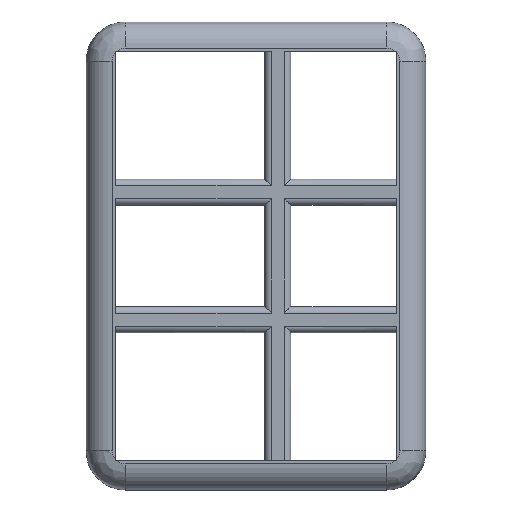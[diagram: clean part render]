
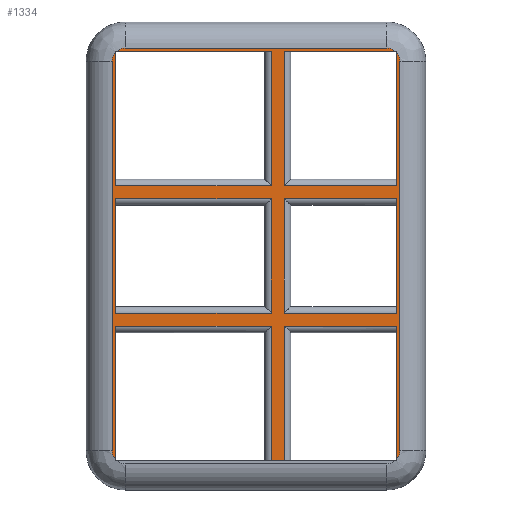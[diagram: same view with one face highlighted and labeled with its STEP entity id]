
A CAD part, top view. The second image highlights one B-rep face of the part: STEP entity #1334.
In plain terms, the highlighted planar face has unit normal (0, 0, 1).
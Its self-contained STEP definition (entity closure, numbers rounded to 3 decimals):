
#31=FACE_BOUND('',#169,.T.);
#32=FACE_BOUND('',#170,.T.);
#40=PLANE('',#1441);
#93=FACE_OUTER_BOUND('',#168,.T.);
#168=EDGE_LOOP('',(#934,#935,#936,#937,#938,#939,#940,#941,#942,#943,#944,
#945,#946,#947,#948,#949,#950,#951,#952,#953,#954,#955,#956,#957));
#169=EDGE_LOOP('',(#958,#959,#960,#961));
#170=EDGE_LOOP('',(#962,#963,#964,#965));
#238=LINE('',#1972,#362);
#243=LINE('',#2039,#367);
#245=LINE('',#2071,#369);
#253=LINE('',#2115,#377);
#254=LINE('',#2117,#378);
#255=LINE('',#2119,#379);
#256=LINE('',#2120,#380);
#257=LINE('',#2122,#381);
#258=LINE('',#2124,#382);
#259=LINE('',#2126,#383);
#260=LINE('',#2127,#384);
#261=LINE('',#2129,#385);
#262=LINE('',#2131,#386);
#263=LINE('',#2133,#387);
#264=LINE('',#2135,#388);
#265=LINE('',#2137,#389);
#266=LINE('',#2139,#390);
#267=LINE('',#2140,#391);
#268=LINE('',#2143,#392);
#269=LINE('',#2145,#393);
#270=LINE('',#2147,#394);
#271=LINE('',#2148,#395);
#272=LINE('',#2151,#396);
#273=LINE('',#2153,#397);
#274=LINE('',#2155,#398);
#275=LINE('',#2156,#399);
#362=VECTOR('',#1560,10.);
#367=VECTOR('',#1591,10.);
#369=VECTOR('',#1605,10.);
#377=VECTOR('',#1633,10.);
#378=VECTOR('',#1634,10.);
#379=VECTOR('',#1635,10.);
#380=VECTOR('',#1636,10.);
#381=VECTOR('',#1637,10.);
#382=VECTOR('',#1638,10.);
#383=VECTOR('',#1639,10.);
#384=VECTOR('',#1640,10.);
#385=VECTOR('',#1641,10.);
#386=VECTOR('',#1642,10.);
#387=VECTOR('',#1643,10.);
#388=VECTOR('',#1644,10.);
#389=VECTOR('',#1645,10.);
#390=VECTOR('',#1646,10.);
#391=VECTOR('',#1647,10.);
#392=VECTOR('',#1648,10.);
#393=VECTOR('',#1649,10.);
#394=VECTOR('',#1650,10.);
#395=VECTOR('',#1651,10.);
#396=VECTOR('',#1652,10.);
#397=VECTOR('',#1653,10.);
#398=VECTOR('',#1654,10.);
#399=VECTOR('',#1655,10.);
#491=CIRCLE('',#1417,2.);
#493=CIRCLE('',#1420,2.);
#498=CIRCLE('',#1426,2.);
#501=CIRCLE('',#1429,2.);
#503=CIRCLE('',#1432,2.);
#505=CIRCLE('',#1434,2.);
#543=VERTEX_POINT('',#1969);
#544=VERTEX_POINT('',#1971);
#550=VERTEX_POINT('',#1996);
#554=VERTEX_POINT('',#2018);
#555=VERTEX_POINT('',#2023);
#558=VERTEX_POINT('',#2035);
#561=VERTEX_POINT('',#2050);
#562=VERTEX_POINT('',#2055);
#564=VERTEX_POINT('',#2060);
#565=VERTEX_POINT('',#2067);
#568=VERTEX_POINT('',#2082);
#569=VERTEX_POINT('',#2089);
#575=VERTEX_POINT('',#2114);
#576=VERTEX_POINT('',#2116);
#577=VERTEX_POINT('',#2118);
#578=VERTEX_POINT('',#2121);
#579=VERTEX_POINT('',#2123);
#580=VERTEX_POINT('',#2125);
#581=VERTEX_POINT('',#2128);
#582=VERTEX_POINT('',#2130);
#583=VERTEX_POINT('',#2132);
#584=VERTEX_POINT('',#2134);
#585=VERTEX_POINT('',#2136);
#586=VERTEX_POINT('',#2138);
#587=VERTEX_POINT('',#2141);
#588=VERTEX_POINT('',#2142);
#589=VERTEX_POINT('',#2144);
#590=VERTEX_POINT('',#2146);
#591=VERTEX_POINT('',#2149);
#592=VERTEX_POINT('',#2150);
#593=VERTEX_POINT('',#2152);
#594=VERTEX_POINT('',#2154);
#671=EDGE_CURVE('',#543,#544,#238,.T.);
#678=EDGE_CURVE('',#544,#550,#491,.T.);
#684=EDGE_CURVE('',#554,#555,#493,.T.);
#691=EDGE_CURVE('',#555,#558,#243,.T.);
#693=EDGE_CURVE('',#561,#562,#498,.T.);
#696=EDGE_CURVE('',#558,#564,#501,.T.);
#700=EDGE_CURVE('',#562,#565,#245,.T.);
#702=EDGE_CURVE('',#568,#543,#503,.T.);
#704=EDGE_CURVE('',#565,#569,#505,.T.);
#715=EDGE_CURVE('',#568,#575,#253,.T.);
#716=EDGE_CURVE('',#576,#575,#254,.T.);
#717=EDGE_CURVE('',#577,#576,#255,.T.);
#718=EDGE_CURVE('',#577,#569,#256,.T.);
#719=EDGE_CURVE('',#561,#578,#257,.T.);
#720=EDGE_CURVE('',#579,#578,#258,.T.);
#721=EDGE_CURVE('',#580,#579,#259,.T.);
#722=EDGE_CURVE('',#580,#564,#260,.T.);
#723=EDGE_CURVE('',#554,#581,#261,.T.);
#724=EDGE_CURVE('',#582,#581,#262,.T.);
#725=EDGE_CURVE('',#583,#582,#263,.T.);
#726=EDGE_CURVE('',#584,#583,#264,.T.);
#727=EDGE_CURVE('',#585,#584,#265,.T.);
#728=EDGE_CURVE('',#586,#585,#266,.T.);
#729=EDGE_CURVE('',#586,#550,#267,.T.);
#730=EDGE_CURVE('',#587,#588,#268,.T.);
#731=EDGE_CURVE('',#589,#588,#269,.T.);
#732=EDGE_CURVE('',#590,#589,#270,.T.);
#733=EDGE_CURVE('',#587,#590,#271,.T.);
#734=EDGE_CURVE('',#591,#592,#272,.T.);
#735=EDGE_CURVE('',#593,#592,#273,.T.);
#736=EDGE_CURVE('',#594,#593,#274,.T.);
#737=EDGE_CURVE('',#591,#594,#275,.T.);
#934=ORIENTED_EDGE('',*,*,#678,.F.);
#935=ORIENTED_EDGE('',*,*,#671,.F.);
#936=ORIENTED_EDGE('',*,*,#702,.F.);
#937=ORIENTED_EDGE('',*,*,#715,.T.);
#938=ORIENTED_EDGE('',*,*,#716,.F.);
#939=ORIENTED_EDGE('',*,*,#717,.F.);
#940=ORIENTED_EDGE('',*,*,#718,.T.);
#941=ORIENTED_EDGE('',*,*,#704,.F.);
#942=ORIENTED_EDGE('',*,*,#700,.F.);
#943=ORIENTED_EDGE('',*,*,#693,.F.);
#944=ORIENTED_EDGE('',*,*,#719,.T.);
#945=ORIENTED_EDGE('',*,*,#720,.F.);
#946=ORIENTED_EDGE('',*,*,#721,.F.);
#947=ORIENTED_EDGE('',*,*,#722,.T.);
#948=ORIENTED_EDGE('',*,*,#696,.F.);
#949=ORIENTED_EDGE('',*,*,#691,.F.);
#950=ORIENTED_EDGE('',*,*,#684,.F.);
#951=ORIENTED_EDGE('',*,*,#723,.T.);
#952=ORIENTED_EDGE('',*,*,#724,.F.);
#953=ORIENTED_EDGE('',*,*,#725,.F.);
#954=ORIENTED_EDGE('',*,*,#726,.F.);
#955=ORIENTED_EDGE('',*,*,#727,.F.);
#956=ORIENTED_EDGE('',*,*,#728,.F.);
#957=ORIENTED_EDGE('',*,*,#729,.T.);
#958=ORIENTED_EDGE('',*,*,#730,.T.);
#959=ORIENTED_EDGE('',*,*,#731,.F.);
#960=ORIENTED_EDGE('',*,*,#732,.F.);
#961=ORIENTED_EDGE('',*,*,#733,.F.);
#962=ORIENTED_EDGE('',*,*,#734,.T.);
#963=ORIENTED_EDGE('',*,*,#735,.F.);
#964=ORIENTED_EDGE('',*,*,#736,.F.);
#965=ORIENTED_EDGE('',*,*,#737,.F.);
#1334=ADVANCED_FACE('',(#93,#31,#32),#40,.T.);
#1417=AXIS2_PLACEMENT_3D('',#1997,#1570,#1571);
#1420=AXIS2_PLACEMENT_3D('',#2024,#1578,#1579);
#1426=AXIS2_PLACEMENT_3D('',#2056,#1592,#1593);
#1429=AXIS2_PLACEMENT_3D('',#2061,#1598,#1599);
#1432=AXIS2_PLACEMENT_3D('',#2087,#1606,#1607);
#1434=AXIS2_PLACEMENT_3D('',#2090,#1610,#1611);
#1441=AXIS2_PLACEMENT_3D('',#2113,#1631,#1632);
#1560=DIRECTION('',(0.,-1.,0.));
#1570=DIRECTION('center_axis',(0.,0.,-1.));
#1571=DIRECTION('ref_axis',(0.707,-0.707,0.));
#1578=DIRECTION('center_axis',(0.,0.,-1.));
#1579=DIRECTION('ref_axis',(-0.707,-0.707,0.));
#1591=DIRECTION('',(0.,1.,0.));
#1592=DIRECTION('center_axis',(0.,0.,-1.));
#1593=DIRECTION('ref_axis',(-0.707,0.707,0.));
#1598=DIRECTION('center_axis',(0.,0.,-1.));
#1599=DIRECTION('ref_axis',(-0.707,0.707,0.));
#1605=DIRECTION('',(1.,0.,0.));
#1606=DIRECTION('center_axis',(0.,0.,-1.));
#1607=DIRECTION('ref_axis',(0.707,0.707,0.));
#1610=DIRECTION('center_axis',(0.,0.,-1.));
#1611=DIRECTION('ref_axis',(0.707,0.707,0.));
#1631=DIRECTION('center_axis',(0.,0.,1.));
#1632=DIRECTION('ref_axis',(1.,0.,0.));
#1633=DIRECTION('',(0.,-1.,0.));
#1634=DIRECTION('',(1.,0.,0.));
#1635=DIRECTION('',(0.,-1.,0.));
#1636=DIRECTION('',(1.,0.,0.));
#1637=DIRECTION('',(1.,0.,0.));
#1638=DIRECTION('',(0.,1.,0.));
#1639=DIRECTION('',(1.,0.,0.));
#1640=DIRECTION('',(0.,1.,0.));
#1641=DIRECTION('',(0.,1.,0.));
#1642=DIRECTION('',(-1.,0.,0.));
#1643=DIRECTION('',(0.,1.,0.));
#1644=DIRECTION('',(-1.,0.,0.));
#1645=DIRECTION('',(0.,-1.,0.));
#1646=DIRECTION('',(-1.,0.,0.));
#1647=DIRECTION('',(0.,-1.,0.));
#1648=DIRECTION('',(0.,-1.,0.));
#1649=DIRECTION('',(1.,0.,0.));
#1650=DIRECTION('',(0.,-1.,0.));
#1651=DIRECTION('',(-1.,0.,0.));
#1652=DIRECTION('',(0.,1.,0.));
#1653=DIRECTION('',(-1.,0.,0.));
#1654=DIRECTION('',(0.,1.,0.));
#1655=DIRECTION('',(1.,0.,0.));
#1969=CARTESIAN_POINT('',(14.448,21.535,0.));
#1971=CARTESIAN_POINT('',(14.448,-38.314,0.));
#1972=CARTESIAN_POINT('',(14.448,9.572,0.));
#1996=CARTESIAN_POINT('',(13.948,-39.637,0.));
#1997=CARTESIAN_POINT('Origin',(12.448,-38.314,0.));
#2018=CARTESIAN_POINT('',(-29.216,-39.637,0.));
#2023=CARTESIAN_POINT('',(-29.716,-38.314,0.));
#2024=CARTESIAN_POINT('Origin',(-27.716,-38.314,0.));
#2035=CARTESIAN_POINT('',(-29.716,21.535,0.));
#2039=CARTESIAN_POINT('',(-29.716,-26.352,0.));
#2050=CARTESIAN_POINT('',(-29.039,23.035,0.));
#2055=CARTESIAN_POINT('',(-27.716,23.535,0.));
#2056=CARTESIAN_POINT('Origin',(-27.716,21.535,0.));
#2060=CARTESIAN_POINT('',(-29.216,22.857,0.));
#2061=CARTESIAN_POINT('Origin',(-27.716,21.535,0.));
#2067=CARTESIAN_POINT('',(12.448,23.535,0.));
#2071=CARTESIAN_POINT('',(-20.675,23.535,0.));
#2082=CARTESIAN_POINT('',(13.948,22.857,0.));
#2087=CARTESIAN_POINT('Origin',(12.448,21.535,0.));
#2089=CARTESIAN_POINT('',(13.771,23.035,0.));
#2090=CARTESIAN_POINT('Origin',(12.448,21.535,0.));
#2113=CARTESIAN_POINT('Origin',(-7.634,-8.39,0.));
#2114=CARTESIAN_POINT('',(13.948,2.383,0.));
#2115=CARTESIAN_POINT('',(13.948,-39.814,0.));
#2116=CARTESIAN_POINT('',(-3.283,2.383,0.));
#2117=CARTESIAN_POINT('',(-4.959,2.383,0.));
#2118=CARTESIAN_POINT('',(-3.283,23.035,0.));
#2119=CARTESIAN_POINT('',(-3.283,7.322,0.));
#2120=CARTESIAN_POINT('',(13.948,23.035,0.));
#2121=CARTESIAN_POINT('',(-5.283,23.035,0.));
#2122=CARTESIAN_POINT('',(13.948,23.035,0.));
#2123=CARTESIAN_POINT('',(-5.283,2.383,0.));
#2124=CARTESIAN_POINT('',(-5.283,-2.504,0.));
#2125=CARTESIAN_POINT('',(-29.216,2.383,0.));
#2126=CARTESIAN_POINT('',(-18.425,2.383,0.));
#2127=CARTESIAN_POINT('',(-29.216,23.035,0.));
#2128=CARTESIAN_POINT('',(-29.216,-19.162,0.));
#2129=CARTESIAN_POINT('',(-29.216,23.035,0.));
#2130=CARTESIAN_POINT('',(-5.283,-19.162,0.));
#2131=CARTESIAN_POINT('',(-6.959,-19.162,0.));
#2132=CARTESIAN_POINT('',(-5.283,-39.809,0.));
#2133=CARTESIAN_POINT('',(-5.283,-24.1,0.));
#2134=CARTESIAN_POINT('',(-3.283,-39.809,0.));
#2135=CARTESIAN_POINT('',(-2.283,-39.809,0.));
#2136=CARTESIAN_POINT('',(-3.283,-19.162,0.));
#2137=CARTESIAN_POINT('',(-3.283,-14.276,0.));
#2138=CARTESIAN_POINT('',(13.948,-19.162,0.));
#2139=CARTESIAN_POINT('',(3.157,-19.162,0.));
#2140=CARTESIAN_POINT('',(13.948,-39.814,0.));
#2141=CARTESIAN_POINT('',(13.948,0.383,0.));
#2142=CARTESIAN_POINT('',(13.948,-17.162,0.));
#2143=CARTESIAN_POINT('',(13.948,-39.814,0.));
#2144=CARTESIAN_POINT('',(-3.283,-17.162,0.));
#2145=CARTESIAN_POINT('',(-4.959,-17.162,0.));
#2146=CARTESIAN_POINT('',(-3.283,0.383,0.));
#2147=CARTESIAN_POINT('',(-3.283,-4.504,0.));
#2148=CARTESIAN_POINT('',(3.157,0.383,0.));
#2149=CARTESIAN_POINT('',(-29.216,-17.162,0.));
#2150=CARTESIAN_POINT('',(-29.216,0.383,0.));
#2151=CARTESIAN_POINT('',(-29.216,23.035,0.));
#2152=CARTESIAN_POINT('',(-5.283,0.383,0.));
#2153=CARTESIAN_POINT('',(-6.959,0.383,0.));
#2154=CARTESIAN_POINT('',(-5.283,-17.162,0.));
#2155=CARTESIAN_POINT('',(-5.283,-12.276,0.));
#2156=CARTESIAN_POINT('',(-18.425,-17.162,0.));
